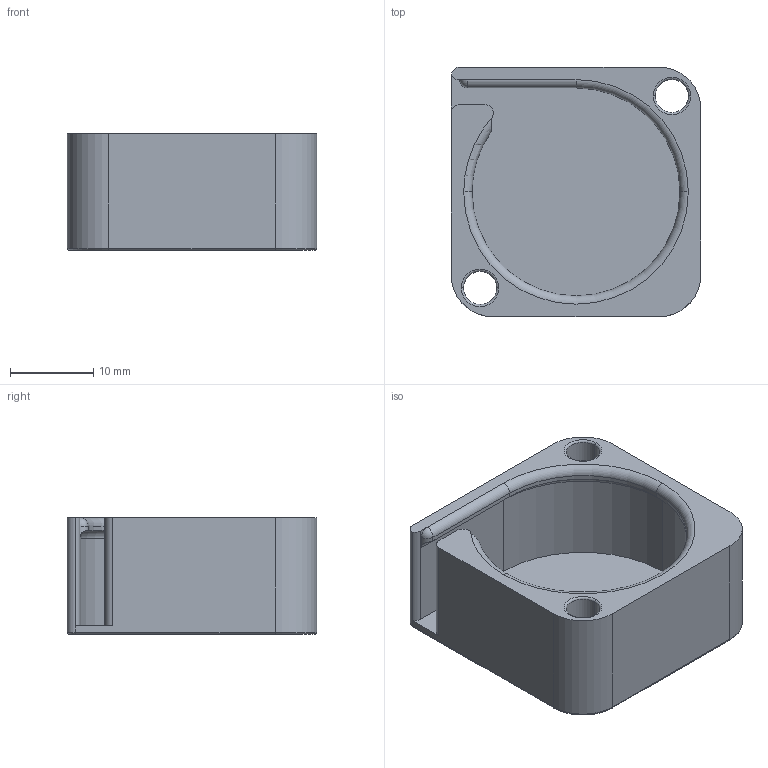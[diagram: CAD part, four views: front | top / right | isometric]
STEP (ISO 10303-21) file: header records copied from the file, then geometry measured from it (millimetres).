
FILE_DESCRIPTION (( 'STEP AP214' ), '1' );
FILE_NAME ('enrouleur.STEP', '2019-09-10T15:18:40', ( '' ), ( '' ), 'SwSTEP 2.0', 'SolidWorks 2019', '' );
FILE_SCHEMA (( 'AUTOMOTIVE_DESIGN' ));
Length unit declared in the file: millimetre
Products named in the file (1): enrouleur
Bounding box: 30 x 30 x 14 mm (x, y, z)
Volume: 4321.8 mm3; surface area: 4905.1 mm2
Topology: 1 solids, 1 shells, 57 faces, 135 edges, 79 vertices
Faces by surface type: cylinder 25, torus 18, plane 13, sphere 1
Entity records: 1708 total; most frequent: DIRECTION 324, CARTESIAN_POINT 306, ORIENTED_EDGE 268, AXIS2_PLACEMENT_3D 135, EDGE_CURVE 134, VERTEX_POINT 79, CIRCLE 77, EDGE_LOOP 61
